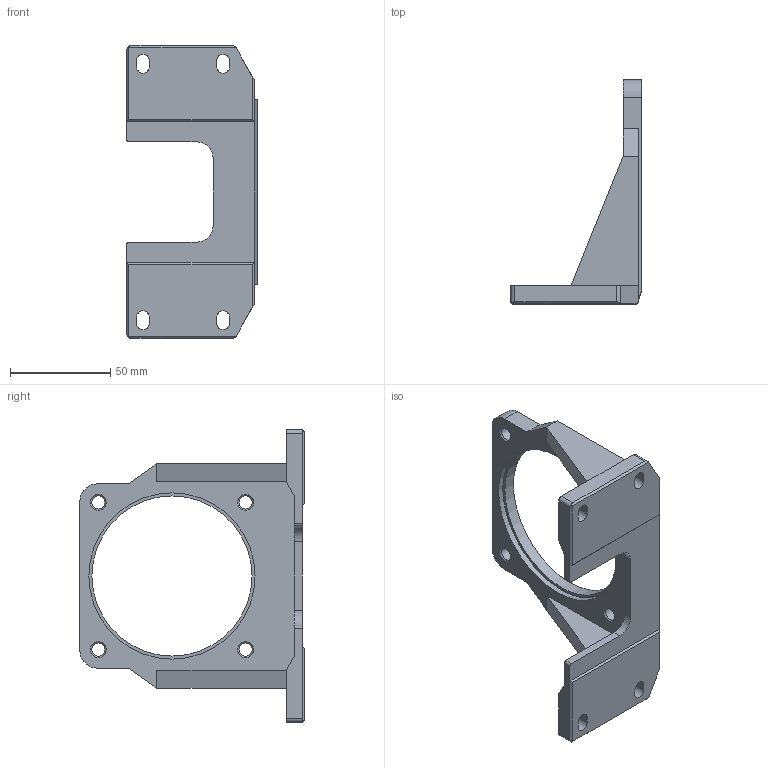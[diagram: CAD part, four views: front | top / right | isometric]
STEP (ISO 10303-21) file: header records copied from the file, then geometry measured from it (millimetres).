
FILE_DESCRIPTION( ( 'STEP AP203' ), ' ' );
FILE_NAME( 'SOL5M8.stp', '2015-10-18T13:30:46', ( '' ), ( '' ), ' ', 'PARTsolutions', ' ' );
FILE_SCHEMA( ( 'CONFIG_CONTROL_DESIGN' ) );
Length unit declared in the file: millimetre
Products named in the file (1): _SOL5M8
Bounding box: 65 x 112 x 146 mm (x, y, z)
Volume: 111405.8 mm3; surface area: 37566.3 mm2
Topology: 1 solids, 1 shells, 82 faces, 217 edges, 138 vertices
Faces by surface type: plane 50, cylinder 24, cone 8
Full cylindrical faces by diameter (mm): 6.647 x4, 80 x1, 83 x1
Entity records: 2531 total; most frequent: DIRECTION 429, CARTESIAN_POINT 424, ORIENTED_EDGE 406, EDGE_CURVE 203, AXIS2_PLACEMENT_3D 143, LINE 143, VECTOR 143, VERTEX_POINT 138
